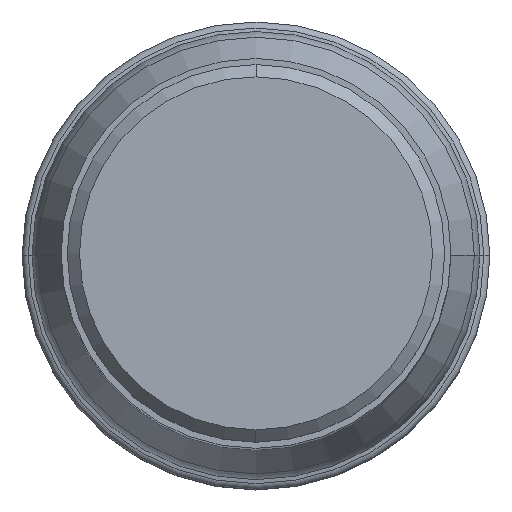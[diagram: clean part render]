
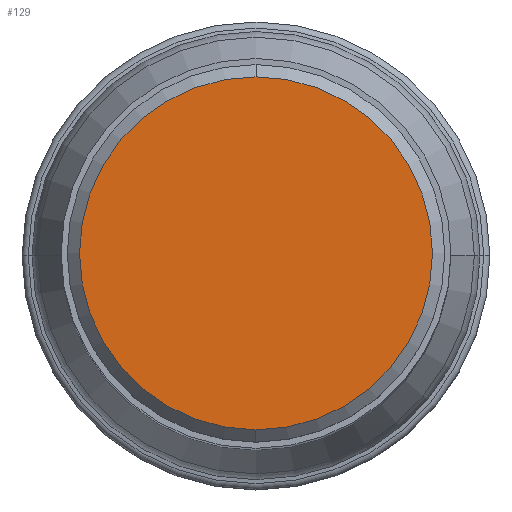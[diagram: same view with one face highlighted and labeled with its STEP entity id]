
A CAD part, top view. The second image highlights one B-rep face of the part: STEP entity #129.
In plain terms, the highlighted planar face has unit normal (0, 0, 1).
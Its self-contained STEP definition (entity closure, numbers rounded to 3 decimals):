
#32=PLANE('',#1238);
#129=ADVANCED_FACE('',(#221),#32,.F.);
#221=FACE_OUTER_BOUND('',#287,.T.);
#287=EDGE_LOOP('',(#476,#477));
#476=ORIENTED_EDGE('',*,*,#795,.F.);
#477=ORIENTED_EDGE('',*,*,#794,.F.);
#668=VERTEX_POINT('',#2615);
#669=VERTEX_POINT('',#2617);
#794=EDGE_CURVE('',#669,#668,#954,.T.);
#795=EDGE_CURVE('',#668,#669,#955,.T.);
#954=CIRCLE('',#1235,14.375);
#955=CIRCLE('',#1237,14.375);
#1235=AXIS2_PLACEMENT_3D('',#2618,#1459,#1460);
#1237=AXIS2_PLACEMENT_3D('',#2620,#1463,#1464);
#1238=AXIS2_PLACEMENT_3D('',#2621,#1465,#1466);
#1459=DIRECTION('',(0.,0.,-1.));
#1460=DIRECTION('',(0.,1.,0.));
#1463=DIRECTION('',(0.,0.,-1.));
#1464=DIRECTION('',(0.,-1.,0.));
#1465=DIRECTION('',(0.,0.,-1.));
#1466=DIRECTION('',(1.,0.,0.));
#2615=CARTESIAN_POINT('',(0.,-14.375,42.863));
#2617=CARTESIAN_POINT('',(0.,14.375,42.863));
#2618=CARTESIAN_POINT('',(0.,0.,42.863));
#2620=CARTESIAN_POINT('',(0.,0.,42.863));
#2621=CARTESIAN_POINT('',(0.,0.,42.863));
